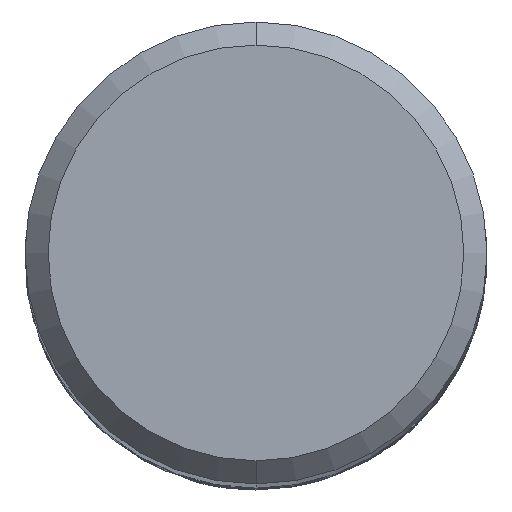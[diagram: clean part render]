
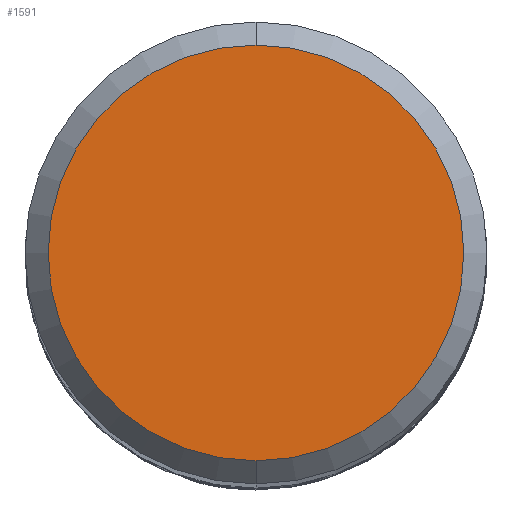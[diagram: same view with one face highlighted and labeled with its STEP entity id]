
A CAD part, top view. The second image highlights one B-rep face of the part: STEP entity #1591.
In plain terms, the highlighted planar face has unit normal (0, 0, 1).
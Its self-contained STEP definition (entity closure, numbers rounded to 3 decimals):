
#1483=EDGE_CURVE('',#2577,#2321,#3891,.T.);
#1591=ADVANCED_FACE('',(#4009),#4010,.T.);
#2321=VERTEX_POINT('',#4803);
#2577=VERTEX_POINT('',#5083);
#2717=EDGE_CURVE('',#2321,#2577,#5235,.T.);
#3891=CIRCLE('',#9112,3.6);
#4009=FACE_OUTER_BOUND('',#9852,.T.);
#4010=PLANE('',#9853);
#4803=CARTESIAN_POINT('',(0.,-3.6,0.0));
#5083=CARTESIAN_POINT('',(0.0,3.6,0.0));
#5235=CIRCLE('',#21979,3.6);
#9112=AXIS2_PLACEMENT_3D('',#30440,#30441,#30442);
#9852=EDGE_LOOP('',(#30566,#30567));
#9853=AXIS2_PLACEMENT_3D('',#30568,#30569,#30570);
#21979=AXIS2_PLACEMENT_3D('',#31849,#31850,#31851);
#30440=CARTESIAN_POINT('',(0.0,0.0,0.0));
#30441=DIRECTION('',(0.0,0.0,-1.0));
#30442=DIRECTION('',(0.0,1.0,0.0));
#30566=ORIENTED_EDGE('',*,*,#1483,.F.);
#30567=ORIENTED_EDGE('',*,*,#2717,.F.);
#30568=CARTESIAN_POINT('',(0.0,1.8,0.0));
#30569=DIRECTION('',(-0.0,0.0,1.0));
#30570=DIRECTION('',(0.0,-1.0,0.0));
#31849=CARTESIAN_POINT('',(0.0,0.0,0.0));
#31850=DIRECTION('',(0.0,0.0,-1.0));
#31851=DIRECTION('',(0.0,1.0,0.0));
